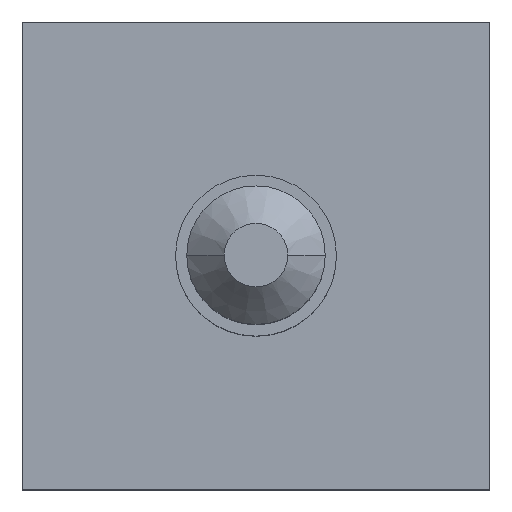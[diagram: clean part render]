
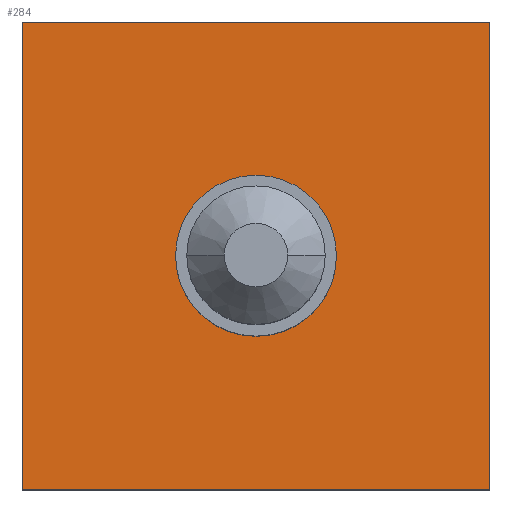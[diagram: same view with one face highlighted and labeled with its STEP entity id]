
A CAD part, top view. The second image highlights one B-rep face of the part: STEP entity #284.
In plain terms, the highlighted planar face has unit normal (0, 0, 1).
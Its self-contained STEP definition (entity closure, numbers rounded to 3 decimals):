
#33=DIRECTION('',(0.,-1.,0.));
#34=VECTOR('',#33,12.5);
#35=CARTESIAN_POINT('',(-6.25,6.25,3.3));
#36=LINE('',#35,#34);
#37=DIRECTION('',(-1.,0.,0.));
#38=VECTOR('',#37,12.5);
#39=CARTESIAN_POINT('',(6.25,6.25,3.3));
#40=LINE('',#39,#38);
#41=DIRECTION('',(0.,1.,0.));
#42=VECTOR('',#41,12.5);
#43=CARTESIAN_POINT('',(6.25,-6.25,3.3));
#44=LINE('',#43,#42);
#45=DIRECTION('',(1.,0.,0.));
#46=VECTOR('',#45,12.5);
#47=CARTESIAN_POINT('',(-6.25,-6.25,3.3));
#48=LINE('',#47,#46);
#49=CARTESIAN_POINT('',(0.,0.,3.3));
#50=DIRECTION('',(0.,0.,1.));
#51=DIRECTION('',(1.,0.,0.));
#52=AXIS2_PLACEMENT_3D('',#49,#50,#51);
#54=CARTESIAN_POINT('',(0.,0.,3.3));
#55=DIRECTION('',(0.,0.,1.));
#56=DIRECTION('',(-1.,0.,0.));
#57=AXIS2_PLACEMENT_3D('',#54,#55,#56);
#159=CARTESIAN_POINT('',(-6.25,6.25,3.3));
#160=CARTESIAN_POINT('',(-6.25,-6.25,3.3));
#161=VERTEX_POINT('',#159);
#162=VERTEX_POINT('',#160);
#163=CARTESIAN_POINT('',(6.25,-6.25,3.3));
#164=VERTEX_POINT('',#163);
#165=CARTESIAN_POINT('',(6.25,6.25,3.3));
#166=VERTEX_POINT('',#165);
#171=CARTESIAN_POINT('',(2.15,0.,3.3));
#172=CARTESIAN_POINT('',(-2.15,0.,3.3));
#173=VERTEX_POINT('',#171);
#174=VERTEX_POINT('',#172);
#267=CARTESIAN_POINT('',(0.,0.,3.3));
#268=DIRECTION('',(0.,0.,1.));
#269=DIRECTION('',(1.,0.,0.));
#270=AXIS2_PLACEMENT_3D('',#267,#268,#269);
#271=PLANE('',#270);
#272=ORIENTED_EDGE('',*,*,#219,.F.);
#273=ORIENTED_EDGE('',*,*,#234,.F.);
#274=ORIENTED_EDGE('',*,*,#248,.F.);
#275=ORIENTED_EDGE('',*,*,#261,.F.);
#276=EDGE_LOOP('',(#272,#273,#274,#275));
#277=FACE_OUTER_BOUND('',#276,.F.);
#279=ORIENTED_EDGE('',*,*,#278,.T.);
#281=ORIENTED_EDGE('',*,*,#280,.T.);
#282=EDGE_LOOP('',(#279,#281));
#283=FACE_BOUND('',#282,.F.);
#284=ADVANCED_FACE('',(#277,#283),#271,.T.);
#53=CIRCLE('',#52,2.15);
#58=CIRCLE('',#57,2.15);
#219=EDGE_CURVE('',#161,#162,#36,.T.);
#234=EDGE_CURVE('',#166,#161,#40,.T.);
#248=EDGE_CURVE('',#164,#166,#44,.T.);
#261=EDGE_CURVE('',#162,#164,#48,.T.);
#278=EDGE_CURVE('',#173,#174,#53,.T.);
#280=EDGE_CURVE('',#174,#173,#58,.T.);
